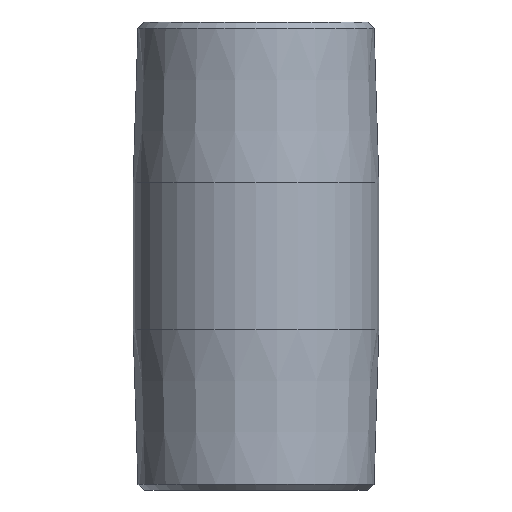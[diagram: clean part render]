
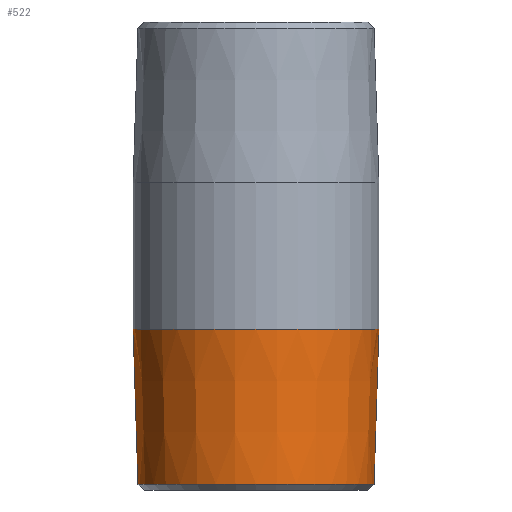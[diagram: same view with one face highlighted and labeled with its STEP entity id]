
A CAD part, front view. The second image highlights one B-rep face of the part: STEP entity #522.
In plain terms, the highlighted conical face has half-angle 1.78 degrees and reference radius 13.335 mm.
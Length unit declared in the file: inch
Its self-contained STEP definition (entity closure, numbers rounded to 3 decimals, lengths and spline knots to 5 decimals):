
#3 = DIRECTION ( 'NONE',  ( 0., 0., 1. ) ) ;
#10 = AXIS2_PLACEMENT_3D ( 'NONE', #439, #235, #228 ) ;
#14 = LINE ( 'NONE', #115, #197 ) ;
#15 = DIRECTION ( 'NONE',  ( 1., 0., 0. ) ) ;
#24 = EDGE_LOOP ( 'NONE', ( #289, #383, #195, #37 ) ) ;
#26 = CARTESIAN_POINT ( 'NONE',  ( 0.525, 0., 0.6875 ) ) ;
#37 = ORIENTED_EDGE ( 'NONE', *, *, #340, .T. ) ;
#56 = CIRCLE ( 'NONE', #364, 0.525 ) ;
#63 = DIRECTION ( 'NONE',  ( 0.031, 0., 1. ) ) ;
#72 = CARTESIAN_POINT ( 'NONE',  ( 0.525, 0., 0.6875 ) ) ;
#82 = VERTEX_POINT ( 'NONE', #26 ) ;
#114 = EDGE_CURVE ( 'NONE', #145, #335, #14, .T. ) ;
#115 = CARTESIAN_POINT ( 'NONE',  ( -0.525, 0., 0.6875 ) ) ;
#120 = VECTOR ( 'NONE', #63, 39.37008 ) ;
#145 = VERTEX_POINT ( 'NONE', #355 ) ;
#159 = CARTESIAN_POINT ( 'NONE',  ( 0., 0., 0.6875 ) ) ;
#161 = DIRECTION ( 'NONE',  ( 0., 0., -1. ) ) ;
#173 = VERTEX_POINT ( 'NONE', #395 ) ;
#177 = AXIS2_PLACEMENT_3D ( 'NONE', #305, #3, #15 ) ;
#183 = DIRECTION ( 'NONE',  ( -0.031, 0., 1. ) ) ;
#185 = EDGE_CURVE ( 'NONE', #173, #82, #188, .T. ) ;
#188 = LINE ( 'NONE', #72, #120 ) ;
#195 = ORIENTED_EDGE ( 'NONE', *, *, #185, .T. ) ;
#197 = VECTOR ( 'NONE', #183, 39.37008 ) ;
#217 = EDGE_CURVE ( 'NONE', #145, #173, #492, .T. ) ;
#228 = DIRECTION ( 'NONE',  ( -1., 0., 0. ) ) ;
#235 = DIRECTION ( 'NONE',  ( 0., 0., 1. ) ) ;
#243 = CARTESIAN_POINT ( 'NONE',  ( -0.525, 0., 0.6875 ) ) ;
#289 = ORIENTED_EDGE ( 'NONE', *, *, #114, .F. ) ;
#305 = CARTESIAN_POINT ( 'NONE',  ( 0., 0., 0.6875 ) ) ;
#335 = VERTEX_POINT ( 'NONE', #243 ) ;
#340 = EDGE_CURVE ( 'NONE', #82, #335, #56, .T. ) ;
#355 = CARTESIAN_POINT ( 'NONE',  ( -0.50441, 0., 0.02499 ) ) ;
#364 = AXIS2_PLACEMENT_3D ( 'NONE', #159, #161, #501 ) ;
#383 = ORIENTED_EDGE ( 'NONE', *, *, #217, .T. ) ;
#392 = FACE_OUTER_BOUND ( 'NONE', #24, .T. ) ;
#395 = CARTESIAN_POINT ( 'NONE',  ( 0.50441, 0., 0.02499 ) ) ;
#429 = CONICAL_SURFACE ( 'NONE', #177, 0.525, 0.031 ) ;
#439 = CARTESIAN_POINT ( 'NONE',  ( 0., 0., 0.02499 ) ) ;
#492 = CIRCLE ( 'NONE', #10, 0.50441 ) ;
#501 = DIRECTION ( 'NONE',  ( -1., 0., 0. ) ) ;
#522 = ADVANCED_FACE ( 'NONE', ( #392 ), #429, .T. ) ;
